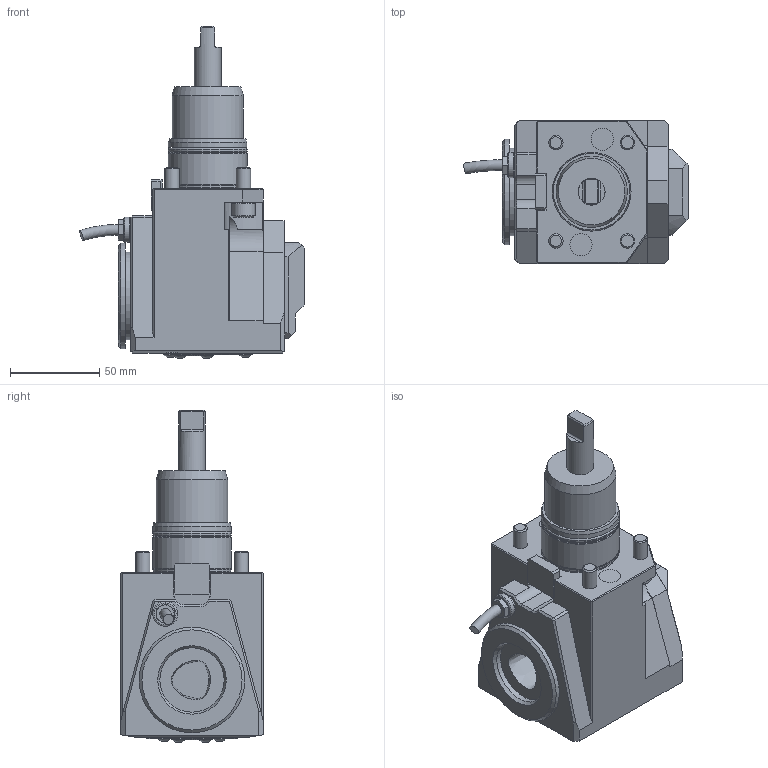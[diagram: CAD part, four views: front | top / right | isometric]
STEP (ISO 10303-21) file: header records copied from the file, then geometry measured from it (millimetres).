
FILE_DESCRIPTION(/* description */ (''),/* implementation_level */ '2;1');
FILE_NAME(/* name */ '1619082371445.stp',/* time_stamp */ '2021-04-22T11:06:18+02:00',/* author */ (''),/* organization */ ('SMS'),/* preprocessor_version */ 'ST-DEVELOPER v16.7',/* originating_system */ 'SIEMENS PLM Software NX 12.0',/* authorisation */ '');
FILE_SCHEMA (('AUTOMOTIVE_DESIGN { 1 0 10303 214 3 1 1 1 }'));
Length unit declared in the file: millimetre
Products named in the file (1): 203502398mod000_00
Bounding box: 125.55 x 80 x 185.7 mm (x, y, z)
Volume: 647257.8 mm3; surface area: 62773.5 mm2
Topology: 1 solids, 1 shells, 271 faces, 647 edges, 418 vertices
Faces by surface type: plane 172, cylinder 51, cone 32, sphere 8, torus 7, bspline 1
Full cylindrical faces by diameter (mm): 2 x1, 7.6 x8, 8 x4, 12.4 x2, 13 x4, 13.3 x1, 14 x3, 15 x1, 29 x1, 36 x1, 39.75 x1, 39.9 x1, 43.6 x1, 43.9 x1, 44 x3, 49 x1, 59 x1
Entity records: 7565 total; most frequent: CARTESIAN_POINT 1596, DIRECTION 1242, ORIENTED_EDGE 1100, EDGE_CURVE 550, AXIS2_PLACEMENT_3D 467, VERTEX_POINT 388, EDGE_LOOP 382, LINE 308
